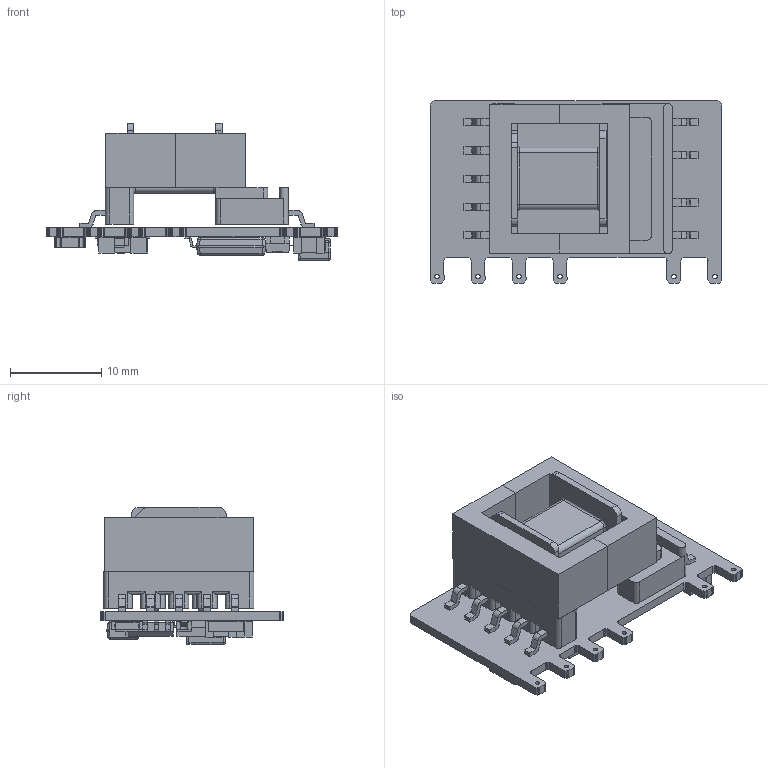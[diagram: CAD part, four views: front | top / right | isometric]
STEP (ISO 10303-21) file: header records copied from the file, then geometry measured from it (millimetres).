
FILE_DESCRIPTION((''),'2;1');
FILE_NAME('LS10-13BXX_V1_ASM','2020-06-11T',('eng608'),(''),'PRO/ENGINEER BY PARAMETRIC TECHNOLOGY CORPORATION, 2014000','PRO/ENGINEER BY PARAMETRIC TECHNOLOGY CORPORATION, 2014000','');
FILE_SCHEMA(('CONFIG_CONTROL_DESIGN'));
Products named in the file (66): BOARD; DESIGNATOR334_ASM; R21_ASM; R1_ASM; Q701_ASM; MANIFOLD_SOLID_BREP_142494; SOD-323_ASM; D6_ASM; C14_ASM; MANIFOLD_SOLID_BREP_152688; MANIFOLD_SOLID_BREP_153570; MANIFOLD_SOLID_BREP_154452; MANIFOLD_SOLID_BREP_155334; MANIFOLD_SOLID_BREP_156216; MANIFOLD_SOLID_BREP_164926; MANIFOLD_SOLID_BREP_165808; MANIFOLD_SOLID_BREP_166690; MANIFOLD_SOLID_BREP_167572; SO-8_ASM; U1_ASM; R7_ASM; R6_ASM; R5_ASM; R4_ASM; R2_ASM; SMB_SD2114; SMA_SD2010; D4_ASM; A6SF_; MANIFOLD_SOLID_BREP_199881; MANIFOLD_SOLID_BREP_200763; MANIFOLD_SOLID_BREP_201645; MANIFOLD_SOLID_BREP_216929; SOD-123_ASM; MIF_SD1575; D3_ASM; D2_ASM; SRTF1514; D1_ASM; S1206_C ...
Assembly tree (75 placements, depth 5):
  LS10-13BXX_V1_ASM
    PCB_ASM
      BOARD
      DESIGNATOR334_ASM
      R21_ASM
      R1_ASM
      Q701_ASM
      D6_ASM
        SOD-323_ASM
          MANIFOLD_SOLID_BREP_142494
      C14_ASM
      U1_ASM
        SO-8_ASM
          MANIFOLD_SOLID_BREP_152688
          MANIFOLD_SOLID_BREP_153570
          MANIFOLD_SOLID_BREP_154452
          MANIFOLD_SOLID_BREP_155334
          MANIFOLD_SOLID_BREP_156216
          MANIFOLD_SOLID_BREP_164926
          MANIFOLD_SOLID_BREP_165808
          MANIFOLD_SOLID_BREP_166690
          MANIFOLD_SOLID_BREP_167572
      R7_ASM
      R6_ASM
      R5_ASM
      R4_ASM
      R2_ASM
      D4_ASM
        SMB_SD2114
        SMA_SD2010
      D3_ASM
        A6SF_
        SOD-123_ASM
          MANIFOLD_SOLID_BREP_199881
          MANIFOLD_SOLID_BREP_200763
          MANIFOLD_SOLID_BREP_201645
          MANIFOLD_SOLID_BREP_216929
        MIF_SD1575
      D2_ASM
        A6SF_
        SOD-123_ASM
          MANIFOLD_SOLID_BREP_199881
          MANIFOLD_SOLID_BREP_200763
          MANIFOLD_SOLID_BREP_201645
          MANIFOLD_SOLID_BREP_216929
        MIF_SD1575
      D1_ASM
        SRTF1514
      C8_ASM
        S1206_C  x2
      C7_ASM
      C4_ASM
      C3_ASM
        S1206_C
      C2_ASM
        S1206_C  x2
      C1_ASM
        S1206_C
      C11_ASM
      C13_ASM
Bounding box: 32.05 x 20.04 x 15.05 mm (x, y, z)
Volume: 2533.6 mm3; surface area: 4687 mm2
Topology: 37 solids, 37 shells, 1825 faces, 4995 edges, 3303 vertices
Faces by surface type: plane 1380, cylinder 241, bspline 180, torus 16, sphere 6, cone 2
Entity records: 63200 total; most frequent: CARTESIAN_POINT 18362, ORIENTED_EDGE 7416, DIRECTION 6669, EDGE_CURVE 3708, VECTOR 2925, LINE 2925, PRESENTATION_STYLE_ASSIGNMENT 2786, STYLED_ITEM 2600
